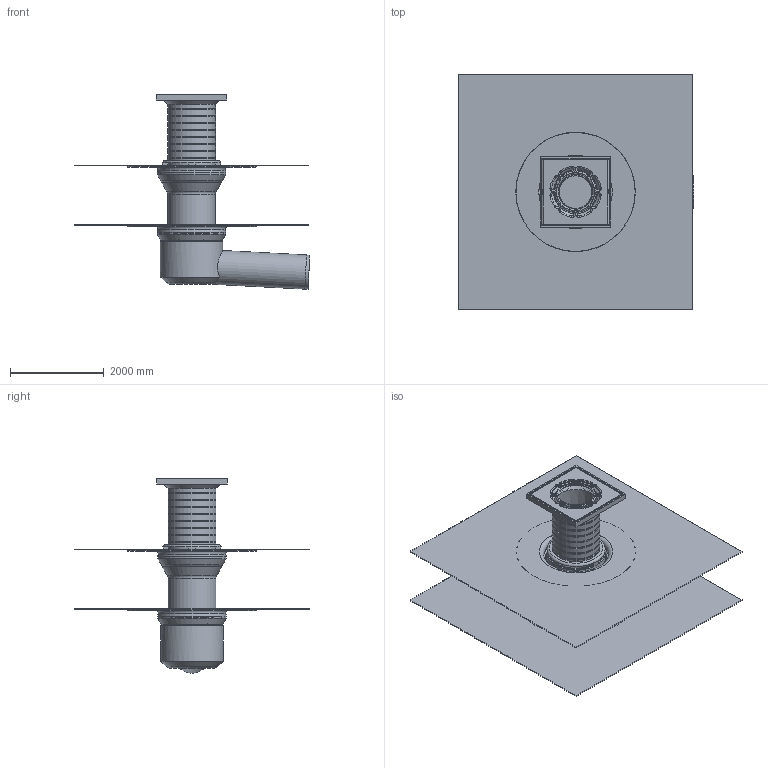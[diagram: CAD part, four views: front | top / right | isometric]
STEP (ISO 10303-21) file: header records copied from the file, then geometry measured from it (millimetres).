
FILE_DESCRIPTION(/* description */ (''),/* implementation_level */ '2;1');
FILE_NAME(/* name */ '16232.070X_3D.stp',/* time_stamp */ '2025-01-06T10:02:09+01:00',/* author */ ('c.rudolph'),/* organization */ (''),/* preprocessor_version */ 'ST-DEVELOPER v20',/* originating_system */ 'AutoCAD Mechanical',/* authorisation */ '');
FILE_SCHEMA (('AUTOMOTIVE_DESIGN { 1 0 10303 214 3 1 1 }'));
Length unit declared in the file: centimetre
Products named in the file (2): Product; *S0
Assembly tree (1 placements, depth 2):
  Product
    *S0
Bounding box: 5018.78 x 5000 x 4137.66 mm (x, y, z)
Volume: 1705550812.1 mm3; surface area: 185983035.4 mm2
Topology: 17 solids, 19 shells, 538 faces, 1260 edges, 799 vertices
Faces by surface type: plane 172, cylinder 163, torus 133, cone 62, sphere 8
Full cylindrical faces by diameter (mm): 35 x4, 80 x6, 698 x2, 730 x2, 750 x1, 780 x1, 960 x1, 980 x1, 1010 x8, 1020 x11, 1024 x1, 1150 x2, 1160 x4, 1200 x6, 1280 x1, 1330 x1, 1400 x4, 1430 x4, 1460 x2
Entity records: 16526 total; most frequent: CARTESIAN_POINT 3514, DIRECTION 3006, ORIENTED_EDGE 2516, AXIS2_PLACEMENT_3D 1289, EDGE_CURVE 1258, VERTEX_POINT 795, CIRCLE 728, EDGE_LOOP 625
